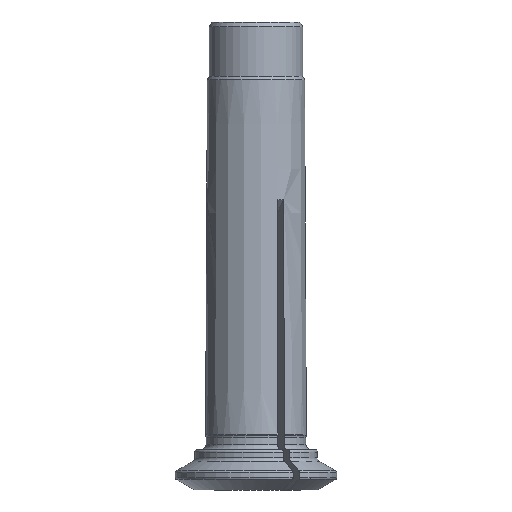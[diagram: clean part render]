
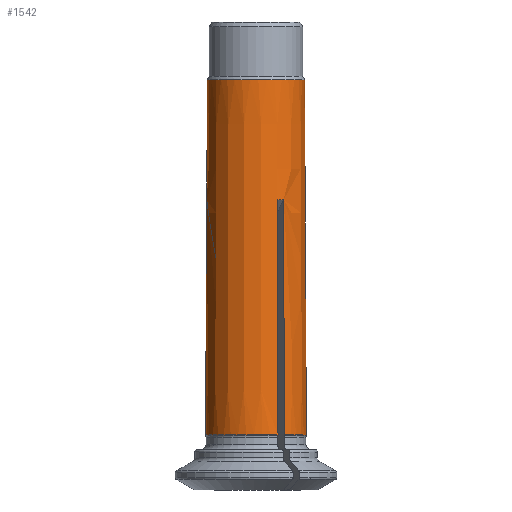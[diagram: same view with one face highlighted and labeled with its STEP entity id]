
A CAD part, front view. The second image highlights one B-rep face of the part: STEP entity #1542.
In plain terms, the highlighted conical face has half-angle 0.286 degrees and reference radius 3.002 mm.
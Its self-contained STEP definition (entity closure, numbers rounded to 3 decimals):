
#56=CONICAL_SURFACE('',#1639,3.002,0.005);
#113=CIRCLE('',#1627,3.02);
#120=CIRCLE('',#1640,3.13);
#121=CIRCLE('',#1641,3.13);
#122=CIRCLE('',#1642,3.13);
#172=LINE('',#2117,#235);
#181=LINE('',#2142,#244);
#194=LINE('',#2207,#257);
#205=LINE('',#2304,#268);
#206=LINE('',#2307,#269);
#207=LINE('',#2311,#270);
#235=VECTOR('',#1745,1000.);
#244=VECTOR('',#1766,1000.);
#257=VECTOR('',#1797,1000.);
#268=VECTOR('',#1872,1000.);
#269=VECTOR('',#1875,1000.);
#270=VECTOR('',#1878,1000.);
#402=ORIENTED_EDGE('',*,*,#714,.F.);
#403=ORIENTED_EDGE('',*,*,#649,.F.);
#404=ORIENTED_EDGE('',*,*,#721,.F.);
#405=ORIENTED_EDGE('',*,*,#661,.T.);
#406=ORIENTED_EDGE('',*,*,#678,.F.);
#407=ORIENTED_EDGE('',*,*,#722,.F.);
#408=ORIENTED_EDGE('',*,*,#723,.F.);
#409=ORIENTED_EDGE('',*,*,#685,.T.);
#410=ORIENTED_EDGE('',*,*,#702,.F.);
#411=ORIENTED_EDGE('',*,*,#724,.F.);
#412=ORIENTED_EDGE('',*,*,#725,.F.);
#413=ORIENTED_EDGE('',*,*,#726,.T.);
#414=ORIENTED_EDGE('',*,*,#654,.F.);
#649=EDGE_CURVE('',#819,#820,#172,.T.);
#654=EDGE_CURVE('',#820,#823,#921,.T.);
#661=EDGE_CURVE('',#830,#829,#181,.T.);
#678=EDGE_CURVE('',#845,#829,#924,.T.);
#685=EDGE_CURVE('',#852,#851,#194,.T.);
#702=EDGE_CURVE('',#867,#851,#927,.T.);
#714=EDGE_CURVE('',#875,#875,#113,.T.);
#721=EDGE_CURVE('',#830,#819,#120,.T.);
#722=EDGE_CURVE('',#881,#845,#205,.T.);
#723=EDGE_CURVE('',#852,#881,#121,.T.);
#724=EDGE_CURVE('',#882,#867,#206,.T.);
#725=EDGE_CURVE('',#883,#882,#122,.T.);
#726=EDGE_CURVE('',#883,#823,#207,.T.);
#819=VERTEX_POINT('',#2116);
#820=VERTEX_POINT('',#2118);
#823=VERTEX_POINT('',#2125);
#829=VERTEX_POINT('',#2141);
#830=VERTEX_POINT('',#2143);
#845=VERTEX_POINT('',#2191);
#851=VERTEX_POINT('',#2206);
#852=VERTEX_POINT('',#2208);
#867=VERTEX_POINT('',#2259);
#875=VERTEX_POINT('',#2285);
#881=VERTEX_POINT('',#2305);
#882=VERTEX_POINT('',#2308);
#883=VERTEX_POINT('',#2310);
#921=ELLIPSE('',#1596,4.345,3.072);
#924=ELLIPSE('',#1605,4.345,3.072);
#927=ELLIPSE('',#1613,4.345,3.072);
#955=EDGE_LOOP('',(#402));
#956=EDGE_LOOP('',(#403,#404,#405,#406,#407,#408,#409,#410,#411,#412,#413,
#414));
#1029=FACE_BOUND('',#955,.T.);
#1030=FACE_BOUND('',#956,.T.);
#1542=ADVANCED_FACE('',(#1029,#1030),#56,.T.);
#1596=AXIS2_PLACEMENT_3D('',#2127,#1753,#1754);
#1605=AXIS2_PLACEMENT_3D('',#2192,#1784,#1785);
#1613=AXIS2_PLACEMENT_3D('',#2260,#1813,#1814);
#1627=AXIS2_PLACEMENT_3D('',#2284,#1844,#1845);
#1639=AXIS2_PLACEMENT_3D('',#2302,#1868,#1869);
#1640=AXIS2_PLACEMENT_3D('',#2303,#1870,#1871);
#1641=AXIS2_PLACEMENT_3D('',#2306,#1873,#1874);
#1642=AXIS2_PLACEMENT_3D('',#2309,#1876,#1877);
#1745=DIRECTION('',(-0.003,-0.004,1.));
#1753=DIRECTION('',(0.354,0.612,-0.707));
#1754=DIRECTION('',(-0.354,-0.612,-0.707));
#1766=DIRECTION('',(0.005,0.,1.));
#1784=DIRECTION('',(-0.707,0.,-0.707));
#1785=DIRECTION('',(0.707,0.,-0.707));
#1797=DIRECTION('',(-0.003,0.004,1.));
#1813=DIRECTION('',(0.354,-0.612,-0.707));
#1814=DIRECTION('',(-0.354,0.612,-0.707));
#1844=DIRECTION('',(0.,0.,1.));
#1845=DIRECTION('',(1.,0.,0.));
#1868=DIRECTION('',(0.,0.,-1.));
#1869=DIRECTION('',(-1.,0.,0.));
#1870=DIRECTION('',(0.,0.,-1.));
#1871=DIRECTION('',(-1.,0.,0.));
#1872=DIRECTION('',(0.005,0.,1.));
#1873=DIRECTION('',(0.,0.,-1.));
#1874=DIRECTION('',(-1.,0.,0.));
#1875=DIRECTION('',(-0.003,0.004,1.));
#1876=DIRECTION('',(0.,0.,-1.));
#1877=DIRECTION('',(-1.,0.,0.));
#1878=DIRECTION('',(-0.003,-0.004,1.));
#2116=CARTESIAN_POINT('',(1.366,2.816,3.425));
#2117=CARTESIAN_POINT('',(1.348,2.784,10.708));
#2118=CARTESIAN_POINT('',(1.33,2.753,17.992));
#2125=CARTESIAN_POINT('',(1.719,2.528,17.992));
#2127=CARTESIAN_POINT('',(-0.008,-0.013,14.928));
#2141=CARTESIAN_POINT('',(-3.049,0.225,17.992));
#2142=CARTESIAN_POINT('',(-3.085,0.225,10.708));
#2143=CARTESIAN_POINT('',(-3.122,0.225,3.425));
#2191=CARTESIAN_POINT('',(-3.049,-0.225,17.992));
#2192=CARTESIAN_POINT('',(0.015,0.,14.928));
#2206=CARTESIAN_POINT('',(1.33,-2.753,17.992));
#2207=CARTESIAN_POINT('',(1.348,-2.784,10.708));
#2208=CARTESIAN_POINT('',(1.366,-2.816,3.425));
#2259=CARTESIAN_POINT('',(1.719,-2.528,17.992));
#2260=CARTESIAN_POINT('',(-0.008,0.013,14.928));
#2284=CARTESIAN_POINT('',(0.,0.,25.416));
#2285=CARTESIAN_POINT('',(3.02,0.,25.416));
#2302=CARTESIAN_POINT('',(0.,0.,29.));
#2303=CARTESIAN_POINT('',(0.,0.,3.425));
#2304=CARTESIAN_POINT('',(-3.085,-0.225,10.708));
#2305=CARTESIAN_POINT('',(-3.122,-0.225,3.425));
#2306=CARTESIAN_POINT('',(0.,0.,3.425));
#2307=CARTESIAN_POINT('',(1.737,-2.559,10.708));
#2308=CARTESIAN_POINT('',(1.756,-2.591,3.425));
#2309=CARTESIAN_POINT('',(0.,0.,3.425));
#2310=CARTESIAN_POINT('',(1.756,2.591,3.425));
#2311=CARTESIAN_POINT('',(1.737,2.559,10.708));
